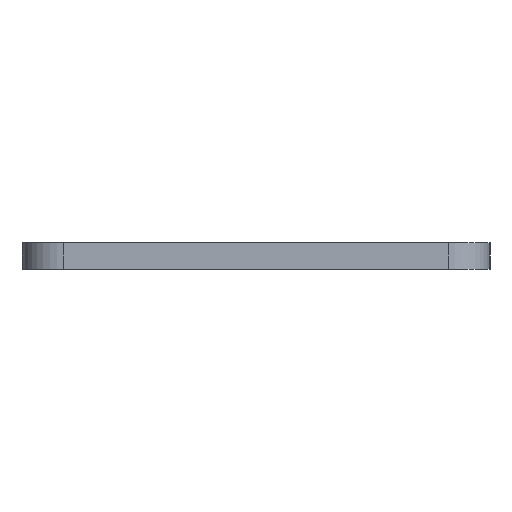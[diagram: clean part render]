
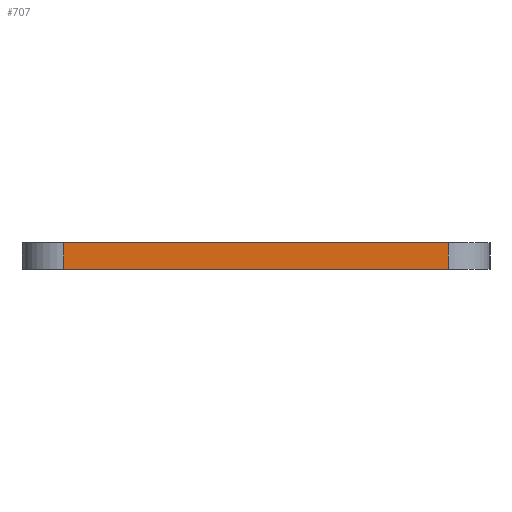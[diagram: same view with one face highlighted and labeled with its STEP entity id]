
A CAD part, left-side view. The second image highlights one B-rep face of the part: STEP entity #707.
In plain terms, the highlighted planar face has unit normal (-1, 0, 0).
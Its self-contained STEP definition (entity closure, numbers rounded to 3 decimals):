
#21=PLANE('',#783);
#63=FACE_OUTER_BOUND('',#103,.T.);
#103=EDGE_LOOP('',(#547,#548,#549,#550));
#158=LINE('',#1143,#226);
#159=LINE('',#1147,#227);
#160=LINE('',#1151,#228);
#161=LINE('',#1152,#229);
#226=VECTOR('',#910,10.);
#227=VECTOR('',#915,10.);
#228=VECTOR('',#920,10.);
#229=VECTOR('',#921,10.);
#348=VERTEX_POINT('',#1140);
#349=VERTEX_POINT('',#1142);
#350=VERTEX_POINT('',#1146);
#351=VERTEX_POINT('',#1150);
#424=EDGE_CURVE('',#348,#349,#158,.F.);
#426=EDGE_CURVE('',#349,#350,#159,.T.);
#428=EDGE_CURVE('',#351,#348,#160,.T.);
#429=EDGE_CURVE('',#350,#351,#161,.T.);
#547=ORIENTED_EDGE('',*,*,#426,.F.);
#548=ORIENTED_EDGE('',*,*,#424,.F.);
#549=ORIENTED_EDGE('',*,*,#428,.F.);
#550=ORIENTED_EDGE('',*,*,#429,.F.);
#707=ADVANCED_FACE('',(#63),#21,.T.);
#783=AXIS2_PLACEMENT_3D('',#1149,#918,#919);
#910=DIRECTION('',(0.,1.,0.));
#915=DIRECTION('',(0.,0.,-1.));
#918=DIRECTION('center_axis',(-1.,0.,0.));
#919=DIRECTION('ref_axis',(0.,1.,0.));
#920=DIRECTION('',(0.,0.,1.));
#921=DIRECTION('',(0.,1.,0.));
#1140=CARTESIAN_POINT('',(40.594,-46.631,-6.8));
#1142=CARTESIAN_POINT('',(40.594,-83.331,-6.8));
#1143=CARTESIAN_POINT('',(40.594,-77.856,-6.8));
#1146=CARTESIAN_POINT('',(40.594,-83.331,-9.3));
#1147=CARTESIAN_POINT('',(40.594,-83.331,-6.8));
#1149=CARTESIAN_POINT('Origin',(40.594,-83.481,-6.8));
#1150=CARTESIAN_POINT('',(40.594,-46.631,-9.3));
#1151=CARTESIAN_POINT('',(40.594,-46.631,-6.8));
#1152=CARTESIAN_POINT('',(40.594,-77.856,-9.3));
